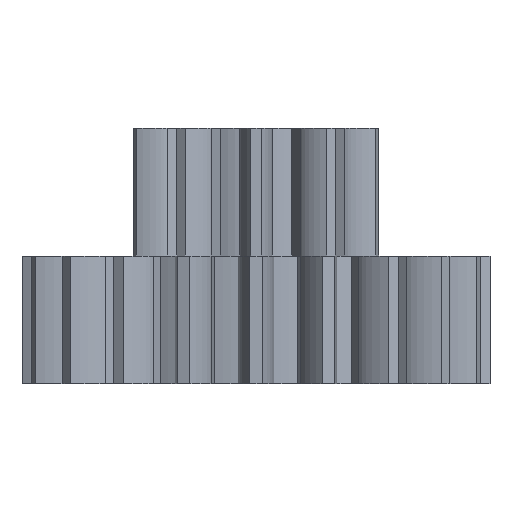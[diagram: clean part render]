
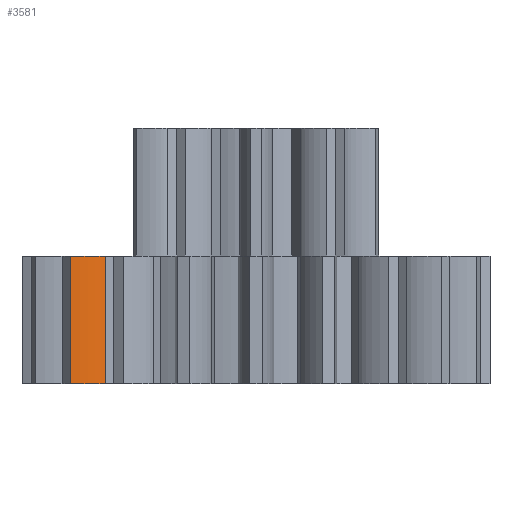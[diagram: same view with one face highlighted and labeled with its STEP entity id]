
A CAD part, left-side view. The second image highlights one B-rep face of the part: STEP entity #3581.
In plain terms, the highlighted free-form (B-spline) face has degree [3, 1] with [18, 2] control points.
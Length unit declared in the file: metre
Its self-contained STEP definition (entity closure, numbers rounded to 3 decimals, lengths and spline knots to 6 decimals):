
#46=B_SPLINE_SURFACE_WITH_KNOTS('',3,1,((#8781,#8782),(#8783,#8784),(#8785,
#8786),(#8787,#8788),(#8789,#8790),(#8791,#8792),(#8793,#8794),(#8795,#8796),
(#8797,#8798),(#8799,#8800),(#8801,#8802),(#8803,#8804),(#8805,#8806),(#8807,
#8808),(#8809,#8810),(#8811,#8812),(#8813,#8814),(#8815,#8816)),
 .SURF_OF_LINEAR_EXTRUSION.,.F.,.F.,.F.,(4,1,1,1,1,1,1,1,1,1,1,1,1,1,1,
4),(2,2),(0.,0.064174,0.128725,0.193638,0.258909,
0.324537,0.39052,0.456855,0.52354,0.590575,
0.657955,0.725681,0.79375,0.862161,
0.930911,1.),(0.,1.),.UNSPECIFIED.);
#125=B_SPLINE_CURVE_WITH_KNOTS('',3,(#6629,#6630,#6631,#6632,#6633,#6634,
#6635,#6636,#6637,#6638,#6639,#6640,#6641,#6642,#6643,#6644,#6645,#6646),
 .UNSPECIFIED.,.F.,.F.,(4,1,1,1,1,1,1,1,1,1,1,1,1,1,1,4),(0.,0.064174,
0.128725,0.193638,0.258909,0.324537,
0.39052,0.456855,0.52354,0.590575,0.657955,
0.725681,0.79375,0.862161,0.930911,1.),
 .UNSPECIFIED.);
#178=B_SPLINE_CURVE_WITH_KNOTS('',3,(#7929,#7930,#7931,#7932,#7933,#7934,
#7935,#7936,#7937,#7938,#7939,#7940,#7941,#7942,#7943,#7944,#7945,#7946),
 .UNSPECIFIED.,.F.,.F.,(4,1,1,1,1,1,1,1,1,1,1,1,1,1,1,4),(0.,0.064174,
0.128725,0.193638,0.258909,0.324537,
0.39052,0.456855,0.52354,0.590575,0.657955,
0.725681,0.79375,0.862161,0.930911,1.),
 .UNSPECIFIED.);
#1171=ORIENTED_EDGE('',*,*,#1859,.T.);
#1172=ORIENTED_EDGE('',*,*,#1921,.F.);
#1173=ORIENTED_EDGE('',*,*,#1653,.F.);
#1174=ORIENTED_EDGE('',*,*,#1922,.T.);
#1653=EDGE_CURVE('',#2135,#2136,#125,.F.);
#1859=EDGE_CURVE('',#2308,#2307,#178,.F.);
#1921=EDGE_CURVE('',#2136,#2307,#2643,.T.);
#1922=EDGE_CURVE('',#2135,#2308,#2644,.T.);
#2135=VERTEX_POINT('',#6628);
#2136=VERTEX_POINT('',#6647);
#2307=VERTEX_POINT('',#7928);
#2308=VERTEX_POINT('',#7947);
#2643=LINE('',#8817,#3003);
#2644=LINE('',#8818,#3004);
#3003=VECTOR('',#4449,1.);
#3004=VECTOR('',#4450,1.);
#3178=EDGE_LOOP('',(#1171,#1172,#1173,#1174));
#3366=FACE_BOUND('',#3178,.T.);
#3581=ADVANCED_FACE('',(#3366),#46,.T.);
#4449=DIRECTION('',(0.,0.,-1.));
#4450=DIRECTION('',(0.,0.,-1.));
#6628=CARTESIAN_POINT('',(-0.008387,0.010896,0.0075));
#6629=CARTESIAN_POINT('',(-0.007726,0.008848,0.0075));
#6630=CARTESIAN_POINT('',(-0.007753,0.008884,0.0075));
#6631=CARTESIAN_POINT('',(-0.007806,0.008956,0.0075));
#6632=CARTESIAN_POINT('',(-0.007874,0.009074,0.0075));
#6633=CARTESIAN_POINT('',(-0.007937,0.009196,0.0075));
#6634=CARTESIAN_POINT('',(-0.007995,0.009322,0.0075));
#6635=CARTESIAN_POINT('',(-0.008049,0.009452,0.0075));
#6636=CARTESIAN_POINT('',(-0.008099,0.009585,0.0075));
#6637=CARTESIAN_POINT('',(-0.008145,0.00972,0.0075));
#6638=CARTESIAN_POINT('',(-0.008187,0.009859,0.0075));
#6639=CARTESIAN_POINT('',(-0.008226,0.01,0.0075));
#6640=CARTESIAN_POINT('',(-0.008261,0.010144,0.0075));
#6641=CARTESIAN_POINT('',(-0.008293,0.01029,0.0075));
#6642=CARTESIAN_POINT('',(-0.008321,0.010439,0.0075));
#6643=CARTESIAN_POINT('',(-0.008347,0.010589,0.0075));
#6644=CARTESIAN_POINT('',(-0.008369,0.010742,0.0075));
#6645=CARTESIAN_POINT('',(-0.008381,0.010845,0.0075));
#6646=CARTESIAN_POINT('',(-0.008387,0.010896,0.0075));
#6647=CARTESIAN_POINT('',(-0.007726,0.008848,0.0075));
#7928=CARTESIAN_POINT('',(-0.007726,0.008848,0.));
#7929=CARTESIAN_POINT('',(-0.007726,0.008848,0.));
#7930=CARTESIAN_POINT('',(-0.007753,0.008884,0.));
#7931=CARTESIAN_POINT('',(-0.007806,0.008956,0.));
#7932=CARTESIAN_POINT('',(-0.007874,0.009074,0.));
#7933=CARTESIAN_POINT('',(-0.007937,0.009196,0.));
#7934=CARTESIAN_POINT('',(-0.007995,0.009322,0.));
#7935=CARTESIAN_POINT('',(-0.008049,0.009452,0.));
#7936=CARTESIAN_POINT('',(-0.008099,0.009585,0.));
#7937=CARTESIAN_POINT('',(-0.008145,0.00972,0.));
#7938=CARTESIAN_POINT('',(-0.008187,0.009859,0.));
#7939=CARTESIAN_POINT('',(-0.008226,0.01,0.));
#7940=CARTESIAN_POINT('',(-0.008261,0.010144,0.));
#7941=CARTESIAN_POINT('',(-0.008293,0.01029,0.));
#7942=CARTESIAN_POINT('',(-0.008321,0.010439,0.));
#7943=CARTESIAN_POINT('',(-0.008347,0.010589,0.));
#7944=CARTESIAN_POINT('',(-0.008369,0.010742,0.));
#7945=CARTESIAN_POINT('',(-0.008381,0.010845,0.));
#7946=CARTESIAN_POINT('',(-0.008387,0.010896,0.));
#7947=CARTESIAN_POINT('',(-0.008387,0.010896,0.));
#8781=CARTESIAN_POINT('',(-0.007726,0.008848,0.0075));
#8782=CARTESIAN_POINT('',(-0.007726,0.008848,0.));
#8783=CARTESIAN_POINT('',(-0.007753,0.008884,0.0075));
#8784=CARTESIAN_POINT('',(-0.007753,0.008884,0.));
#8785=CARTESIAN_POINT('',(-0.007806,0.008956,0.0075));
#8786=CARTESIAN_POINT('',(-0.007806,0.008956,0.));
#8787=CARTESIAN_POINT('',(-0.007874,0.009074,0.0075));
#8788=CARTESIAN_POINT('',(-0.007874,0.009074,0.));
#8789=CARTESIAN_POINT('',(-0.007937,0.009196,0.0075));
#8790=CARTESIAN_POINT('',(-0.007937,0.009196,0.));
#8791=CARTESIAN_POINT('',(-0.007995,0.009322,0.0075));
#8792=CARTESIAN_POINT('',(-0.007995,0.009322,0.));
#8793=CARTESIAN_POINT('',(-0.008049,0.009452,0.0075));
#8794=CARTESIAN_POINT('',(-0.008049,0.009452,0.));
#8795=CARTESIAN_POINT('',(-0.008099,0.009585,0.0075));
#8796=CARTESIAN_POINT('',(-0.008099,0.009585,0.));
#8797=CARTESIAN_POINT('',(-0.008145,0.00972,0.0075));
#8798=CARTESIAN_POINT('',(-0.008145,0.00972,0.));
#8799=CARTESIAN_POINT('',(-0.008187,0.009859,0.0075));
#8800=CARTESIAN_POINT('',(-0.008187,0.009859,0.));
#8801=CARTESIAN_POINT('',(-0.008226,0.01,0.0075));
#8802=CARTESIAN_POINT('',(-0.008226,0.01,0.));
#8803=CARTESIAN_POINT('',(-0.008261,0.010144,0.0075));
#8804=CARTESIAN_POINT('',(-0.008261,0.010144,0.));
#8805=CARTESIAN_POINT('',(-0.008293,0.01029,0.0075));
#8806=CARTESIAN_POINT('',(-0.008293,0.01029,0.));
#8807=CARTESIAN_POINT('',(-0.008321,0.010439,0.0075));
#8808=CARTESIAN_POINT('',(-0.008321,0.010439,0.));
#8809=CARTESIAN_POINT('',(-0.008347,0.010589,0.0075));
#8810=CARTESIAN_POINT('',(-0.008347,0.010589,0.));
#8811=CARTESIAN_POINT('',(-0.008369,0.010742,0.0075));
#8812=CARTESIAN_POINT('',(-0.008369,0.010742,0.));
#8813=CARTESIAN_POINT('',(-0.008381,0.010845,0.0075));
#8814=CARTESIAN_POINT('',(-0.008381,0.010845,0.));
#8815=CARTESIAN_POINT('',(-0.008387,0.010896,0.0075));
#8816=CARTESIAN_POINT('',(-0.008387,0.010896,0.));
#8817=CARTESIAN_POINT('',(-0.007726,0.008848,0.0075));
#8818=CARTESIAN_POINT('',(-0.008387,0.010896,0.0075));
